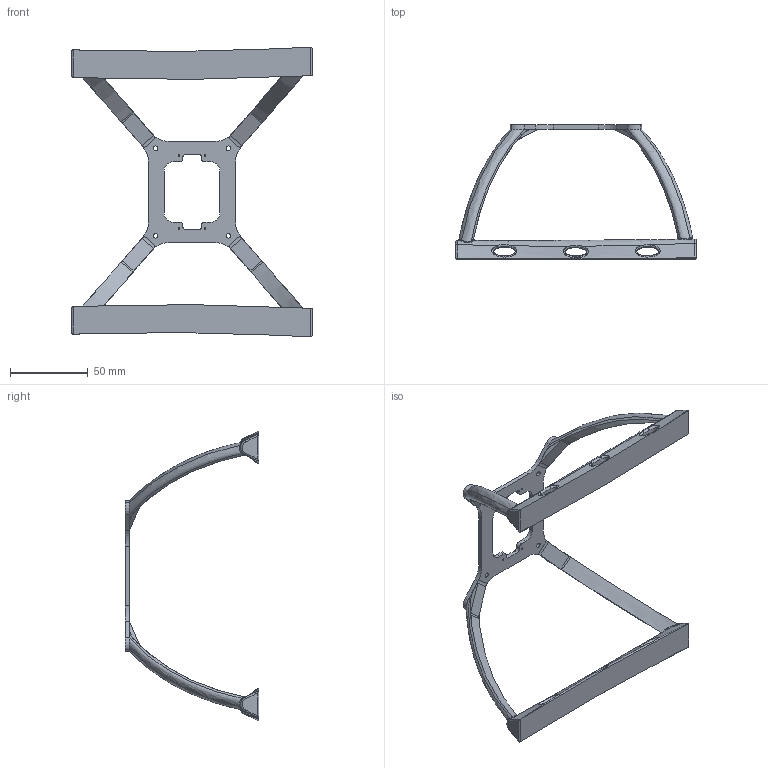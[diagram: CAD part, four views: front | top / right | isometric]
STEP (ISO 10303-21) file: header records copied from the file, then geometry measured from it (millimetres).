
FILE_DESCRIPTION(('STEP AP214'), '1');
FILE_NAME('暑矧屦_殃铍蝈鮛他骅', '', ('UNSPECIFIED'), ('UNSPECIFIED'), 'C3D Converter', 'C3D Toolkit', '');
FILE_SCHEMA(('AUTOMOTIVE_DESIGN { 1 0 10303 214 3 1 1}'));
Length unit declared in the file: millimetre
Bounding box: 155.27 x 86.34 x 187 mm (x, y, z)
Volume: 64340.7 mm3; surface area: 35100 mm2
Topology: 1 solids, 1 shells, 218 faces, 614 edges, 382 vertices
Faces by surface type: bspline 106, plane 48, cylinder 44, revolution 20
Full cylindrical faces by diameter (mm): 1 x4, 3 x4
Entity records: 24226 total; most frequent: CARTESIAN_POINT 17711, ORIENTED_EDGE 1200, EDGE_CURVE 600, DIRECTION 598, VERTEX_POINT 382, B_SPLINE_CURVE_WITH_KNOTS 336, EDGE_LOOP 258, FACE_BOUND 242
